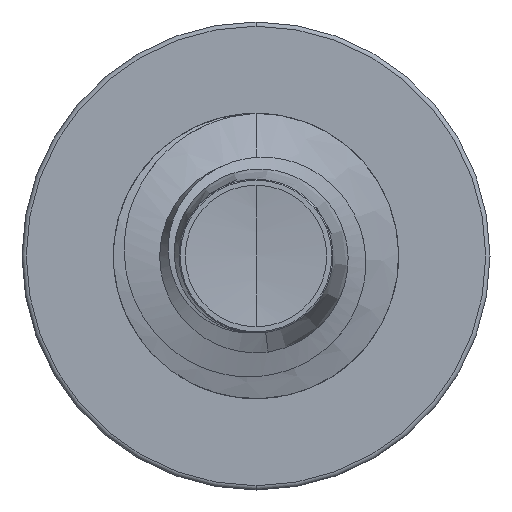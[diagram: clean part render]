
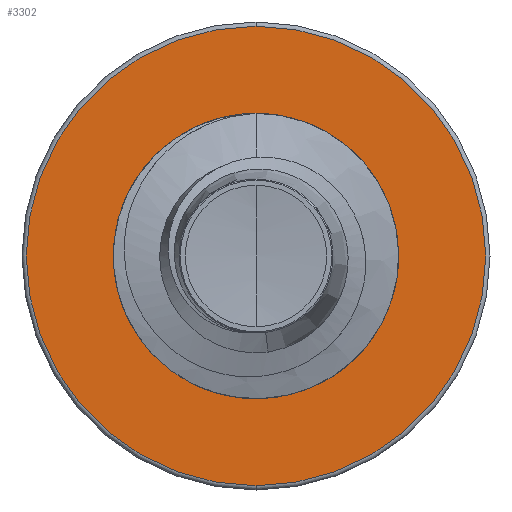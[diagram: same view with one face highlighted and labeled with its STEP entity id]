
A CAD part, front view. The second image highlights one B-rep face of the part: STEP entity #3302.
In plain terms, the highlighted planar face has unit normal (0, -1, 0).
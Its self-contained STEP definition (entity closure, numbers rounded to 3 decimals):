
#38 = FACE_BOUND ( 'NONE', #9959, .T. ) ;
#238 = CIRCLE ( 'NONE', #8417, 2.415 ) ;
#487 = ORIENTED_EDGE ( 'NONE', *, *, #8888, .F. ) ;
#617 = DIRECTION ( 'NONE',  ( 0., 0., 1. ) ) ;
#1353 = AXIS2_PLACEMENT_3D ( 'NONE', #6476, #11519, #7461 ) ;
#1543 = AXIS2_PLACEMENT_3D ( 'NONE', #3786, #3801, #617 ) ;
#1752 = CIRCLE ( 'NONE', #10475, 2.415 ) ;
#2201 = VERTEX_POINT ( 'NONE', #7356 ) ;
#2771 = AXIS2_PLACEMENT_3D ( 'NONE', #5222, #10909, #6325 ) ;
#3076 = DIRECTION ( 'NONE',  ( 0., 1., 0. ) ) ;
#3254 = FACE_OUTER_BOUND ( 'NONE', #10493, .T. ) ;
#3283 = VERTEX_POINT ( 'NONE', #5415 ) ;
#3302 = ADVANCED_FACE ( 'NONE', ( #3254, #38 ), #8323, .F. ) ;
#3588 = CIRCLE ( 'NONE', #1353, 4.025 ) ;
#3771 = CIRCLE ( 'NONE', #2771, 4.025 ) ;
#3786 = CARTESIAN_POINT ( 'NONE',  ( 0., 7., -2.415 ) ) ;
#3801 = DIRECTION ( 'NONE',  ( 0., 1., 0. ) ) ;
#4922 = EDGE_CURVE ( 'NONE', #2201, #11318, #1752, .T. ) ;
#5222 = CARTESIAN_POINT ( 'NONE',  ( 0., 7., 0. ) ) ;
#5415 = CARTESIAN_POINT ( 'NONE',  ( 0., 7., -4.025 ) ) ;
#5756 = EDGE_CURVE ( 'NONE', #11318, #2201, #238, .T. ) ;
#6325 = DIRECTION ( 'NONE',  ( 0., 0., 1. ) ) ;
#6476 = CARTESIAN_POINT ( 'NONE',  ( 0., 7., 0. ) ) ;
#7043 = CARTESIAN_POINT ( 'NONE',  ( 0., 7., 4.025 ) ) ;
#7356 = CARTESIAN_POINT ( 'NONE',  ( 0., 7., -2.415 ) ) ;
#7461 = DIRECTION ( 'NONE',  ( 0., 0., 1. ) ) ;
#7827 = ORIENTED_EDGE ( 'NONE', *, *, #5756, .T. ) ;
#8323 = PLANE ( 'NONE',  #1543 ) ;
#8417 = AXIS2_PLACEMENT_3D ( 'NONE', #9068, #3076, #9813 ) ;
#8876 = CARTESIAN_POINT ( 'NONE',  ( 0., 7., 2.415 ) ) ;
#8888 = EDGE_CURVE ( 'NONE', #3283, #11239, #3771, .T. ) ;
#9068 = CARTESIAN_POINT ( 'NONE',  ( 0., 7., 0. ) ) ;
#9813 = DIRECTION ( 'NONE',  ( 0., 0., 1. ) ) ;
#9959 = EDGE_LOOP ( 'NONE', ( #7827, #11676 ) ) ;
#9976 = ORIENTED_EDGE ( 'NONE', *, *, #10130, .F. ) ;
#10130 = EDGE_CURVE ( 'NONE', #11239, #3283, #3588, .T. ) ;
#10475 = AXIS2_PLACEMENT_3D ( 'NONE', #11456, #11425, #11416 ) ;
#10493 = EDGE_LOOP ( 'NONE', ( #9976, #487 ) ) ;
#10909 = DIRECTION ( 'NONE',  ( 0., 1., 0. ) ) ;
#11239 = VERTEX_POINT ( 'NONE', #7043 ) ;
#11318 = VERTEX_POINT ( 'NONE', #8876 ) ;
#11416 = DIRECTION ( 'NONE',  ( 0., 0., 1. ) ) ;
#11425 = DIRECTION ( 'NONE',  ( 0., 1., 0. ) ) ;
#11456 = CARTESIAN_POINT ( 'NONE',  ( 0., 7., 0. ) ) ;
#11519 = DIRECTION ( 'NONE',  ( 0., 1., 0. ) ) ;
#11676 = ORIENTED_EDGE ( 'NONE', *, *, #4922, .T. ) ;
